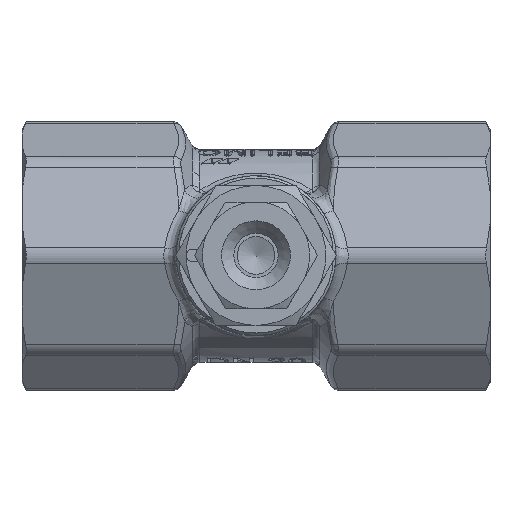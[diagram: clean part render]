
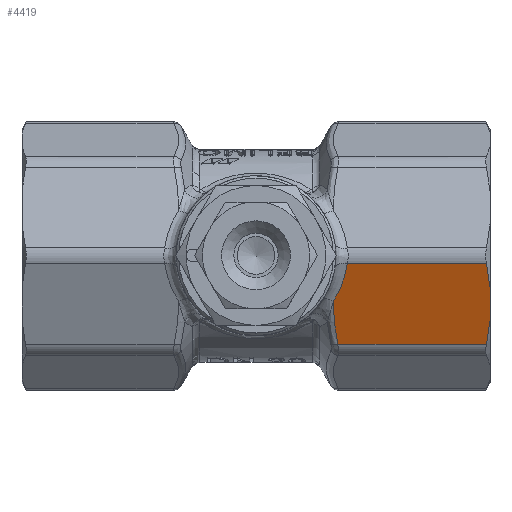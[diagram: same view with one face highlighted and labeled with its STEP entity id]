
A CAD part, top view. The second image highlights one B-rep face of the part: STEP entity #4419.
In plain terms, the highlighted face is planar.
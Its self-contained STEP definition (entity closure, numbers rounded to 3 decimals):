
#757=ELLIPSE('',#13438,12.177,11.25);
#1464=B_SPLINE_CURVE_WITH_KNOTS('',3,(#27004,#27005,#27006,#27007),
 .UNSPECIFIED.,.F.,.F.,(4,4),(0.,1.),.UNSPECIFIED.);
#1544=B_SPLINE_CURVE_WITH_KNOTS('',3,(#28044,#28045,#28046,#28047),
 .UNSPECIFIED.,.F.,.F.,(4,4),(0.,1.),.UNSPECIFIED.);
#1545=B_SPLINE_CURVE_WITH_KNOTS('',3,(#28051,#28052,#28053,#28054),
 .UNSPECIFIED.,.F.,.F.,(4,4),(0.,1.),.UNSPECIFIED.);
#2417=FACE_OUTER_BOUND('',#5576,.T.);
#3057=LINE('',#28042,#3764);
#3058=LINE('',#28049,#3765);
#3059=LINE('',#28056,#3766);
#3764=VECTOR('',#15739,1.);
#3765=VECTOR('',#15742,1.);
#3766=VECTOR('',#15743,1.);
#4419=ADVANCED_FACE('',(#2417),#4793,.T.);
#4793=PLANE('',#13494);
#5576=EDGE_LOOP('',(#8289,#8290,#8291,#8292,#8293,#8294,#8295));
#8289=ORIENTED_EDGE('',*,*,#12113,.F.);
#8290=ORIENTED_EDGE('',*,*,#12112,.F.);
#8291=ORIENTED_EDGE('',*,*,#11946,.T.);
#8292=ORIENTED_EDGE('',*,*,#11985,.T.);
#8293=ORIENTED_EDGE('',*,*,#12114,.T.);
#8294=ORIENTED_EDGE('',*,*,#12115,.F.);
#8295=ORIENTED_EDGE('',*,*,#12116,.F.);
#10318=VERTEX_POINT('',#26490);
#10322=VERTEX_POINT('',#26552);
#10345=VERTEX_POINT('',#26976);
#10429=VERTEX_POINT('',#28041);
#10430=VERTEX_POINT('',#28048);
#10431=VERTEX_POINT('',#28050);
#10432=VERTEX_POINT('',#28055);
#11946=EDGE_CURVE('',#10318,#10322,#757,.T.);
#11985=EDGE_CURVE('',#10322,#10345,#1464,.T.);
#12112=EDGE_CURVE('',#10318,#10429,#3057,.T.);
#12113=EDGE_CURVE('',#10429,#10430,#1544,.T.);
#12114=EDGE_CURVE('',#10345,#10431,#3058,.T.);
#12115=EDGE_CURVE('',#10432,#10431,#1545,.T.);
#12116=EDGE_CURVE('',#10430,#10432,#3059,.T.);
#13438=AXIS2_PLACEMENT_3D('',#26553,#15608,#15609);
#13494=AXIS2_PLACEMENT_3D('',#28057,#15744,#15745);
#15608=DIRECTION('',(0.,-0.924,-0.383));
#15609=DIRECTION('',(0.,-0.383,0.924));
#15739=DIRECTION('',(1.,0.,0.));
#15742=DIRECTION('',(1.,0.,0.));
#15743=DIRECTION('',(0.,-0.383,0.924));
#15744=DIRECTION('',(0.,0.924,0.383));
#15745=DIRECTION('',(0.,-0.383,0.924));
#26490=CARTESIAN_POINT('',(11.145,16.218,0.957));
#26552=CARTESIAN_POINT('',(9.437,14.316,5.551));
#26553=CARTESIAN_POINT('',(0.,16.852,-0.574));
#26976=CARTESIAN_POINT('',(9.986,12.145,10.792));
#27004=CARTESIAN_POINT('',(9.437,14.316,5.551));
#27005=CARTESIAN_POINT('',(9.41,13.584,7.317));
#27006=CARTESIAN_POINT('',(9.61,12.861,9.062));
#27007=CARTESIAN_POINT('',(9.986,12.145,10.792));
#28041=CARTESIAN_POINT('',(28.119,16.218,0.957));
#28042=CARTESIAN_POINT('',(-37.5,16.218,0.957));
#28044=CARTESIAN_POINT('',(28.119,16.218,0.957));
#28045=CARTESIAN_POINT('',(28.317,15.817,1.927));
#28046=CARTESIAN_POINT('',(28.465,15.412,2.903));
#28047=CARTESIAN_POINT('',(28.55,15.005,3.887));
#28048=CARTESIAN_POINT('',(28.55,15.005,3.887));
#28049=CARTESIAN_POINT('',(-37.5,12.145,10.792));
#28050=CARTESIAN_POINT('',(28.119,12.145,10.792));
#28051=CARTESIAN_POINT('',(28.55,13.358,7.862));
#28052=CARTESIAN_POINT('',(28.465,12.951,8.846));
#28053=CARTESIAN_POINT('',(28.317,12.546,9.822));
#28054=CARTESIAN_POINT('',(28.119,12.145,10.792));
#28055=CARTESIAN_POINT('',(28.55,13.358,7.862));
#28056=CARTESIAN_POINT('',(28.55,16.218,0.957));
#28057=CARTESIAN_POINT('',(-37.5,16.218,0.957));
